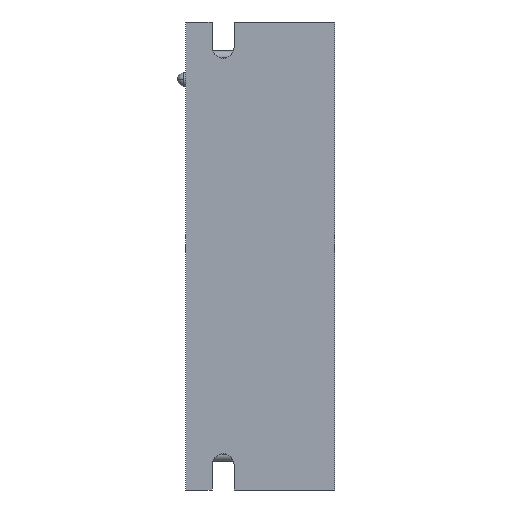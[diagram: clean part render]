
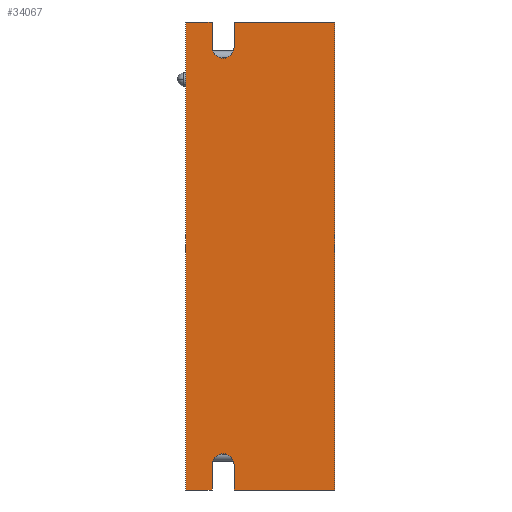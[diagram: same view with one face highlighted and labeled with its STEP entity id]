
A CAD part, left-side view. The second image highlights one B-rep face of the part: STEP entity #34067.
In plain terms, the highlighted planar face has unit normal (-1, 0, 0).
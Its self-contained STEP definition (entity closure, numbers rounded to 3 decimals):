
#334 = EDGE_CURVE ( 'NONE', #14814, #39573, #37797, .T. ) ;
#344 = DIRECTION ( 'NONE',  ( 0., 0., 1. ) ) ;
#572 = DIRECTION ( 'NONE',  ( 0., 0., -1. ) ) ;
#600 = CARTESIAN_POINT ( 'NONE',  ( 0., 27.8, 0. ) ) ;
#693 = DIRECTION ( 'NONE',  ( -1., 0., 0. ) ) ;
#1131 = DIRECTION ( 'NONE',  ( 0., 0., 1. ) ) ;
#1558 = VECTOR ( 'NONE', #22852, 1000. ) ;
#1816 = LINE ( 'NONE', #23634, #40352 ) ;
#2709 = VERTEX_POINT ( 'NONE', #10501 ) ;
#4140 = ORIENTED_EDGE ( 'NONE', *, *, #4469, .T. ) ;
#4226 = DIRECTION ( 'NONE',  ( 0., 1., 0. ) ) ;
#4339 = EDGE_CURVE ( 'NONE', #39573, #8886, #11779, .T. ) ;
#4469 = EDGE_CURVE ( 'NONE', #22692, #7416, #40164, .T. ) ;
#6646 = EDGE_CURVE ( 'NONE', #14814, #30941, #33348, .T. ) ;
#6900 = CARTESIAN_POINT ( 'NONE',  ( 0., 33.8, -106. ) ) ;
#7210 = VERTEX_POINT ( 'NONE', #38931 ) ;
#7348 = CARTESIAN_POINT ( 'NONE',  ( 0., 33.8, 0. ) ) ;
#7416 = VERTEX_POINT ( 'NONE', #27140 ) ;
#7630 = CARTESIAN_POINT ( 'NONE',  ( 0., 22.8, -100.3 ) ) ;
#7919 = LINE ( 'NONE', #7630, #41390 ) ;
#7974 = AXIS2_PLACEMENT_3D ( 'NONE', #8078, #693, #1131 ) ;
#8078 = CARTESIAN_POINT ( 'NONE',  ( 0., 25.3, -5.7 ) ) ;
#8402 = CARTESIAN_POINT ( 'NONE',  ( 0., 25.3, -100.3 ) ) ;
#8886 = VERTEX_POINT ( 'NONE', #15873 ) ;
#9341 = CARTESIAN_POINT ( 'NONE',  ( 0., 27.8, -100.3 ) ) ;
#9914 = VECTOR ( 'NONE', #344, 1000. ) ;
#10501 = CARTESIAN_POINT ( 'NONE',  ( 0., 22.8, -106. ) ) ;
#10703 = ORIENTED_EDGE ( 'NONE', *, *, #6646, .T. ) ;
#11560 = ORIENTED_EDGE ( 'NONE', *, *, #34359, .F. ) ;
#11643 = DIRECTION ( 'NONE',  ( 0., 0., -1. ) ) ;
#11700 = ORIENTED_EDGE ( 'NONE', *, *, #16955, .F. ) ;
#11779 = CIRCLE ( 'NONE', #7974, 2.5 ) ;
#12288 = VECTOR ( 'NONE', #34941, 1000. ) ;
#12575 = ORIENTED_EDGE ( 'NONE', *, *, #334, .F. ) ;
#12982 = CARTESIAN_POINT ( 'NONE',  ( 0., 0., 0. ) ) ;
#13201 = CARTESIAN_POINT ( 'NONE',  ( 0., 27.8, -100.3 ) ) ;
#13305 = PLANE ( 'NONE',  #18150 ) ;
#13856 = ORIENTED_EDGE ( 'NONE', *, *, #4339, .F. ) ;
#14118 = CARTESIAN_POINT ( 'NONE',  ( 0., 27.8, -5.7 ) ) ;
#14376 = ORIENTED_EDGE ( 'NONE', *, *, #23587, .F. ) ;
#14814 = VERTEX_POINT ( 'NONE', #600 ) ;
#15196 = ORIENTED_EDGE ( 'NONE', *, *, #38522, .F. ) ;
#15362 = ORIENTED_EDGE ( 'NONE', *, *, #29762, .F. ) ;
#15469 = CARTESIAN_POINT ( 'NONE',  ( 0., 33.8, -106. ) ) ;
#15873 = CARTESIAN_POINT ( 'NONE',  ( 0., 22.8, -5.7 ) ) ;
#16955 = EDGE_CURVE ( 'NONE', #22773, #30941, #32866, .T. ) ;
#17715 = EDGE_CURVE ( 'NONE', #29372, #7210, #29823, .T. ) ;
#18150 = AXIS2_PLACEMENT_3D ( 'NONE', #39395, #19954, #572 ) ;
#18794 = LINE ( 'NONE', #21811, #37086 ) ;
#19368 = DIRECTION ( 'NONE',  ( -1., 0., 0. ) ) ;
#19747 = CARTESIAN_POINT ( 'NONE',  ( 0., 22.8, -5.7 ) ) ;
#19954 = DIRECTION ( 'NONE',  ( 1., 0., 0. ) ) ;
#21184 = ORIENTED_EDGE ( 'NONE', *, *, #31757, .T. ) ;
#21811 = CARTESIAN_POINT ( 'NONE',  ( 0., 0., -106. ) ) ;
#21927 = CARTESIAN_POINT ( 'NONE',  ( 0., 0., -106. ) ) ;
#22362 = DIRECTION ( 'NONE',  ( 0., 1., 0. ) ) ;
#22530 = DIRECTION ( 'NONE',  ( 0., 0., -1. ) ) ;
#22653 = ORIENTED_EDGE ( 'NONE', *, *, #32710, .F. ) ;
#22692 = VERTEX_POINT ( 'NONE', #12982 ) ;
#22745 = CIRCLE ( 'NONE', #28159, 2.5 ) ;
#22773 = VERTEX_POINT ( 'NONE', #6900 ) ;
#22852 = DIRECTION ( 'NONE',  ( 0., 0., -1. ) ) ;
#23587 = EDGE_CURVE ( 'NONE', #7210, #37248, #22745, .T. ) ;
#23634 = CARTESIAN_POINT ( 'NONE',  ( 0., 0., -106. ) ) ;
#24583 = ORIENTED_EDGE ( 'NONE', *, *, #29301, .F. ) ;
#24767 = VECTOR ( 'NONE', #22362, 1000. ) ;
#26371 = CARTESIAN_POINT ( 'NONE',  ( 0., 0., 0. ) ) ;
#27140 = CARTESIAN_POINT ( 'NONE',  ( 0., 22.8, 0. ) ) ;
#28159 = AXIS2_PLACEMENT_3D ( 'NONE', #8402, #31085, #11643 ) ;
#29123 = VECTOR ( 'NONE', #22530, 1000. ) ;
#29301 = EDGE_CURVE ( 'NONE', #29583, #2709, #1816, .T. ) ;
#29372 = VERTEX_POINT ( 'NONE', #36822 ) ;
#29427 = LINE ( 'NONE', #13201, #1558 ) ;
#29583 = VERTEX_POINT ( 'NONE', #21927 ) ;
#29762 = EDGE_CURVE ( 'NONE', #8886, #7416, #34778, .T. ) ;
#29823 = CIRCLE ( 'NONE', #35498, 2.5 ) ;
#30536 = VECTOR ( 'NONE', #34449, 1000. ) ;
#30941 = VERTEX_POINT ( 'NONE', #7348 ) ;
#31085 = DIRECTION ( 'NONE',  ( -1., 0., 0. ) ) ;
#31683 = CARTESIAN_POINT ( 'NONE',  ( 0., 0., -106. ) ) ;
#31757 = EDGE_CURVE ( 'NONE', #29583, #22692, #38193, .T. ) ;
#32628 = VERTEX_POINT ( 'NONE', #40538 ) ;
#32710 = EDGE_CURVE ( 'NONE', #32628, #22773, #18794, .T. ) ;
#32866 = LINE ( 'NONE', #15469, #39458 ) ;
#33069 = EDGE_LOOP ( 'NONE', ( #41476, #11560, #24583, #21184, #4140, #15362, #13856, #12575, #10703, #11700, #22653, #15196, #14376 ) ) ;
#33348 = LINE ( 'NONE', #36755, #24767 ) ;
#33695 = DIRECTION ( 'NONE',  ( 0., 0., 1. ) ) ;
#34067 = ADVANCED_FACE ( 'NONE', ( #34303 ), #13305, .F. ) ;
#34303 = FACE_OUTER_BOUND ( 'NONE', #33069, .T. ) ;
#34359 = EDGE_CURVE ( 'NONE', #2709, #29372, #7919, .T. ) ;
#34449 = DIRECTION ( 'NONE',  ( 0., 1., 0. ) ) ;
#34750 = DIRECTION ( 'NONE',  ( 0., 0., 1. ) ) ;
#34778 = LINE ( 'NONE', #19747, #9914 ) ;
#34941 = DIRECTION ( 'NONE',  ( 0., 0., 1. ) ) ;
#35498 = AXIS2_PLACEMENT_3D ( 'NONE', #38817, #19368, #42046 ) ;
#36755 = CARTESIAN_POINT ( 'NONE',  ( 0., 0., 0. ) ) ;
#36822 = CARTESIAN_POINT ( 'NONE',  ( 0., 22.8, -100.3 ) ) ;
#37086 = VECTOR ( 'NONE', #41246, 1000. ) ;
#37248 = VERTEX_POINT ( 'NONE', #9341 ) ;
#37797 = LINE ( 'NONE', #14118, #29123 ) ;
#38193 = LINE ( 'NONE', #31683, #12288 ) ;
#38288 = CARTESIAN_POINT ( 'NONE',  ( 0., 27.8, -5.7 ) ) ;
#38522 = EDGE_CURVE ( 'NONE', #37248, #32628, #29427, .T. ) ;
#38817 = CARTESIAN_POINT ( 'NONE',  ( 0., 25.3, -100.3 ) ) ;
#38931 = CARTESIAN_POINT ( 'NONE',  ( 0., 25.3, -97.8 ) ) ;
#39395 = CARTESIAN_POINT ( 'NONE',  ( 0., 0., -106. ) ) ;
#39458 = VECTOR ( 'NONE', #34750, 1000. ) ;
#39573 = VERTEX_POINT ( 'NONE', #38288 ) ;
#40164 = LINE ( 'NONE', #26371, #30536 ) ;
#40352 = VECTOR ( 'NONE', #4226, 1000. ) ;
#40538 = CARTESIAN_POINT ( 'NONE',  ( 0., 27.8, -106. ) ) ;
#41246 = DIRECTION ( 'NONE',  ( 0., 1., 0. ) ) ;
#41390 = VECTOR ( 'NONE', #33695, 1000. ) ;
#41476 = ORIENTED_EDGE ( 'NONE', *, *, #17715, .F. ) ;
#42046 = DIRECTION ( 'NONE',  ( 0., 0., -1. ) ) ;
